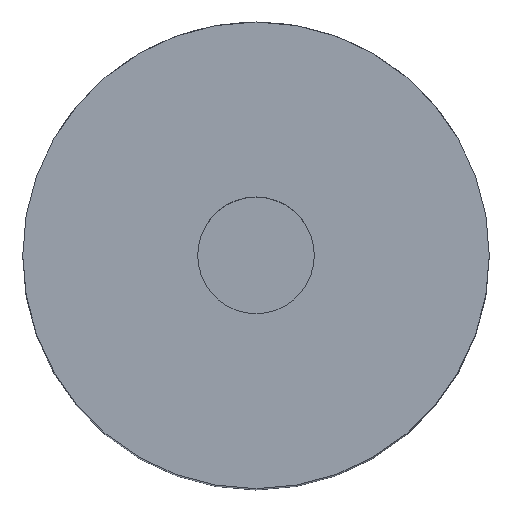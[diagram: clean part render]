
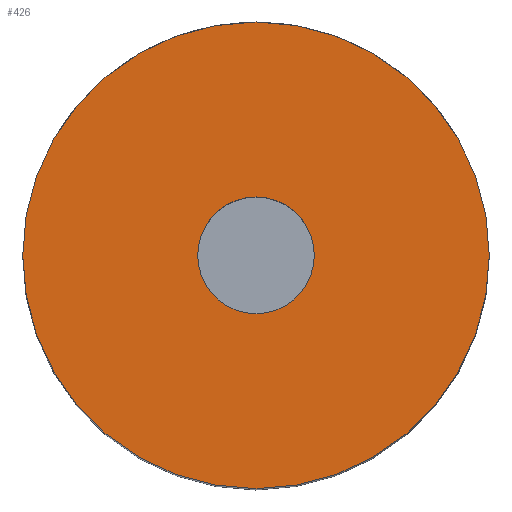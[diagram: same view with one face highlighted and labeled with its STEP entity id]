
A CAD part, top view. The second image highlights one B-rep face of the part: STEP entity #426.
In plain terms, the highlighted planar face has unit normal (0, 0, 1).
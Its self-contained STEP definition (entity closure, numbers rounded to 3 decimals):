
#1 = VERTEX_POINT ( 'NONE', #193 ) ;
#4 = DIRECTION ( 'NONE',  ( 1., 0., 0. ) ) ;
#6 = DIRECTION ( 'NONE',  ( 1., 0., 0. ) ) ;
#9 = ORIENTED_EDGE ( 'NONE', *, *, #280, .T. ) ;
#32 = EDGE_CURVE ( 'NONE', #321, #296, #108, .T. ) ;
#45 = DIRECTION ( 'NONE',  ( 1., 0., 0. ) ) ;
#53 = DIRECTION ( 'NONE',  ( 0., 0., 1. ) ) ;
#54 = AXIS2_PLACEMENT_3D ( 'NONE', #373, #161, #6 ) ;
#58 = EDGE_CURVE ( 'NONE', #1, #320, #63, .T. ) ;
#63 = CIRCLE ( 'NONE', #54, 12. ) ;
#68 = ORIENTED_EDGE ( 'NONE', *, *, #32, .F. ) ;
#71 = FACE_BOUND ( 'NONE', #267, .T. ) ;
#108 = CIRCLE ( 'NONE', #418, 3. ) ;
#119 = EDGE_LOOP ( 'NONE', ( #188, #9 ) ) ;
#124 = PLANE ( 'NONE',  #210 ) ;
#141 = CARTESIAN_POINT ( 'NONE',  ( -12., 0., 20. ) ) ;
#156 = CARTESIAN_POINT ( 'NONE',  ( 0., 0., 20. ) ) ;
#158 = AXIS2_PLACEMENT_3D ( 'NONE', #385, #53, #215 ) ;
#161 = DIRECTION ( 'NONE',  ( 0., 0., 1. ) ) ;
#165 = DIRECTION ( 'NONE',  ( 0., 0., 1. ) ) ;
#177 = CARTESIAN_POINT ( 'NONE',  ( -3., 0., 20. ) ) ;
#188 = ORIENTED_EDGE ( 'NONE', *, *, #58, .T. ) ;
#193 = CARTESIAN_POINT ( 'NONE',  ( 12., 0., 20. ) ) ;
#210 = AXIS2_PLACEMENT_3D ( 'NONE', #156, #286, #252 ) ;
#215 = DIRECTION ( 'NONE',  ( 1., 0., 0. ) ) ;
#238 = DIRECTION ( 'NONE',  ( 0., 0., 1. ) ) ;
#252 = DIRECTION ( 'NONE',  ( 1., 0., 0. ) ) ;
#267 = EDGE_LOOP ( 'NONE', ( #68, #282 ) ) ;
#280 = EDGE_CURVE ( 'NONE', #320, #1, #308, .T. ) ;
#282 = ORIENTED_EDGE ( 'NONE', *, *, #382, .F. ) ;
#286 = DIRECTION ( 'NONE',  ( 0., 0., 1. ) ) ;
#296 = VERTEX_POINT ( 'NONE', #177 ) ;
#304 = CARTESIAN_POINT ( 'NONE',  ( 0., 0., 20. ) ) ;
#308 = CIRCLE ( 'NONE', #425, 12. ) ;
#310 = CARTESIAN_POINT ( 'NONE',  ( 3., 0., 20. ) ) ;
#320 = VERTEX_POINT ( 'NONE', #141 ) ;
#321 = VERTEX_POINT ( 'NONE', #310 ) ;
#360 = CIRCLE ( 'NONE', #158, 3. ) ;
#369 = CARTESIAN_POINT ( 'NONE',  ( 0., 0., 20. ) ) ;
#373 = CARTESIAN_POINT ( 'NONE',  ( 0., 0., 20. ) ) ;
#374 = FACE_OUTER_BOUND ( 'NONE', #119, .T. ) ;
#382 = EDGE_CURVE ( 'NONE', #296, #321, #360, .T. ) ;
#385 = CARTESIAN_POINT ( 'NONE',  ( 0., 0., 20. ) ) ;
#418 = AXIS2_PLACEMENT_3D ( 'NONE', #369, #165, #4 ) ;
#425 = AXIS2_PLACEMENT_3D ( 'NONE', #304, #238, #45 ) ;
#426 = ADVANCED_FACE ( 'NONE', ( #71, #374 ), #124, .T. ) ;
